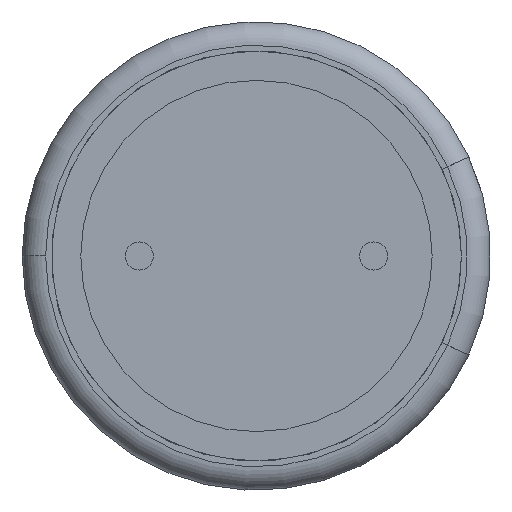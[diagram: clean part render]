
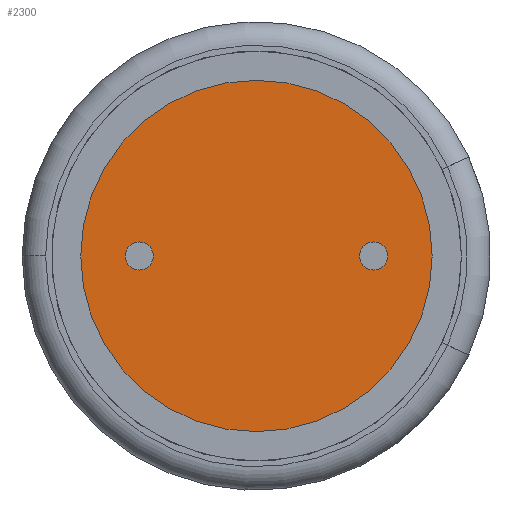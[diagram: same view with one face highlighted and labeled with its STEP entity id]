
A CAD part, front view. The second image highlights one B-rep face of the part: STEP entity #2300.
In plain terms, the highlighted planar face has unit normal (0, -1, 0).
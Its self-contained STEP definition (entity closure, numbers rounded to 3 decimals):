
#37 = PLANE ( 'NONE',  #1818 ) ;
#252 = DIRECTION ( 'NONE',  ( 0., -1., 0. ) ) ;
#454 = EDGE_LOOP ( 'NONE', ( #2094, #1280 ) ) ;
#540 = DIRECTION ( 'NONE',  ( 0., -1., 0. ) ) ;
#564 = CARTESIAN_POINT ( 'NONE',  ( 0., 0.2, 0. ) ) ;
#595 = EDGE_CURVE ( 'NONE', #1379, #2568, #614, .T. ) ;
#614 = CIRCLE ( 'NONE', #1498, 3.75 ) ;
#850 = CARTESIAN_POINT ( 'NONE',  ( 0., 0.2, 0. ) ) ;
#1011 = EDGE_CURVE ( 'NONE', #2568, #1379, #2226, .T. ) ;
#1153 = AXIS2_PLACEMENT_3D ( 'NONE', #564, #540, #2385 ) ;
#1169 = CARTESIAN_POINT ( 'NONE',  ( -3.75, 0.2, 0. ) ) ;
#1274 = DIRECTION ( 'NONE',  ( 0., -1., 0. ) ) ;
#1280 = ORIENTED_EDGE ( 'NONE', *, *, #595, .T. ) ;
#1379 = VERTEX_POINT ( 'NONE', #2008 ) ;
#1483 = DIRECTION ( 'NONE',  ( 1., 0., 0. ) ) ;
#1498 = AXIS2_PLACEMENT_3D ( 'NONE', #1688, #1274, #2093 ) ;
#1688 = CARTESIAN_POINT ( 'NONE',  ( 0., 0.2, 0. ) ) ;
#1818 = AXIS2_PLACEMENT_3D ( 'NONE', #850, #252, #1483 ) ;
#1879 = FACE_OUTER_BOUND ( 'NONE', #454, .T. ) ;
#2008 = CARTESIAN_POINT ( 'NONE',  ( 3.75, 0.2, 0. ) ) ;
#2093 = DIRECTION ( 'NONE',  ( 1., 0., 0. ) ) ;
#2094 = ORIENTED_EDGE ( 'NONE', *, *, #1011, .T. ) ;
#2226 = CIRCLE ( 'NONE', #1153, 3.75 ) ;
#2300 = ADVANCED_FACE ( 'NONE', ( #1879 ), #37, .T. ) ;
#2385 = DIRECTION ( 'NONE',  ( 1., 0., 0. ) ) ;
#2568 = VERTEX_POINT ( 'NONE', #1169 ) ;
